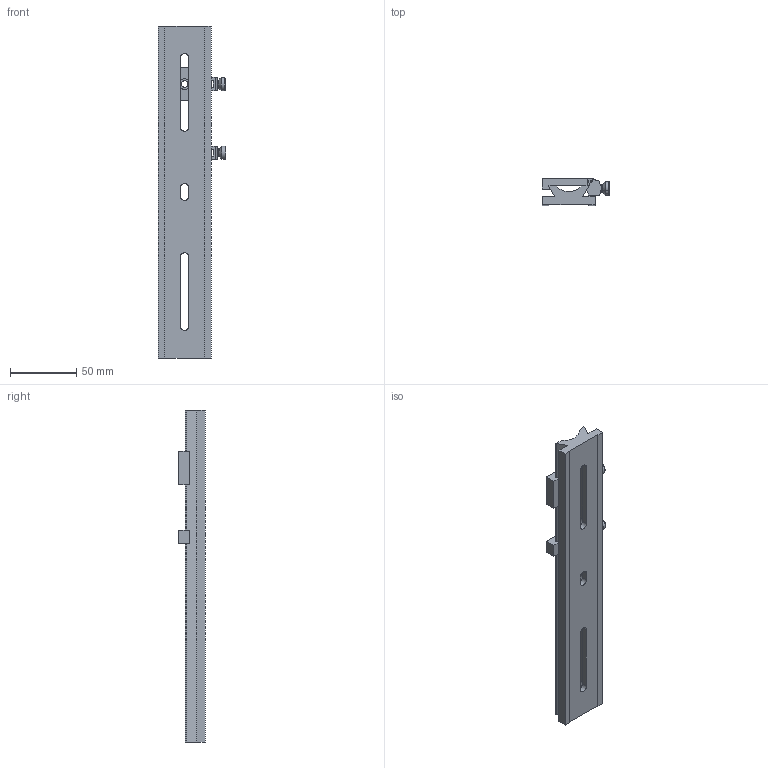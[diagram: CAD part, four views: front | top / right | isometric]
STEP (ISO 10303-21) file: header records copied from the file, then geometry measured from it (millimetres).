
FILE_DESCRIPTION (( 'STEP AP203' ), '1' );
FILE_NAME ('4.2.1.4，H40G-250.STEP', '2023-12-15T05:34:04', ( '' ), ( '' ), 'SwSTEP 2.0', 'SolidWorks 2021', '' );
FILE_SCHEMA (( 'CONFIG_CONTROL_DESIGN' ));
Length unit declared in the file: millimetre
Products named in the file (1): 4.2.1.4，H40G-250
Bounding box: 51.03 x 20 x 250 mm (x, y, z)
Surface area: 39160.7 mm2 (no closed solid volume)
Topology: 0 solids, 9 shells, 156 faces, 465 edges, 316 vertices
Faces by surface type: plane 91, cylinder 51, torus 8, cone 6
Entity records: 5616 total; most frequent: CARTESIAN_POINT 1252, DIRECTION 905, ORIENTED_EDGE 832, EDGE_CURVE 465, VERTEX_POINT 316, LINE 311, VECTOR 311, AXIS2_PLACEMENT_3D 297
